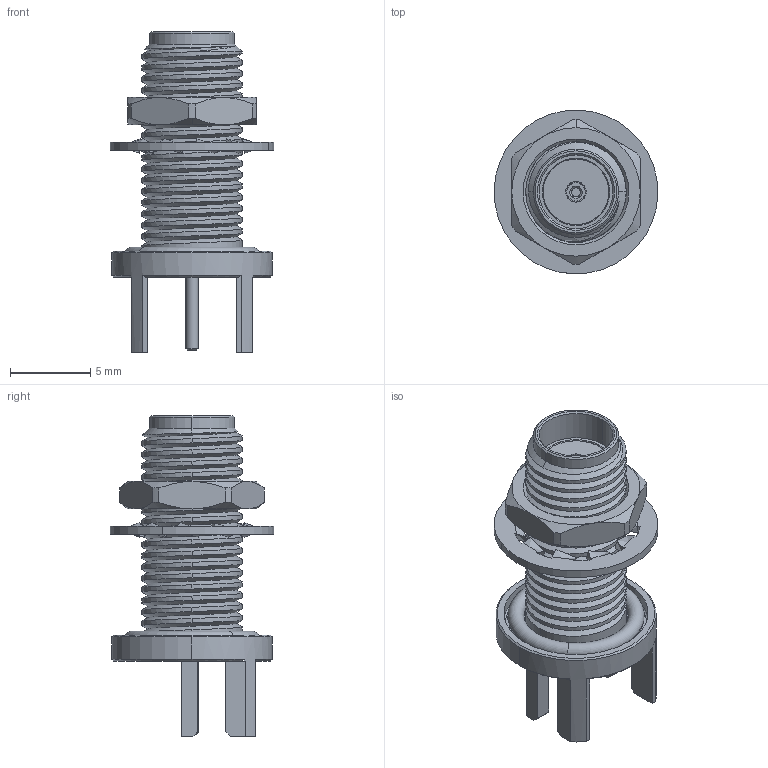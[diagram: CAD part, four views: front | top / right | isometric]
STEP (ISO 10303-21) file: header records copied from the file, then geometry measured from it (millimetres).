
FILE_DESCRIPTION (( 'STEP AP214' ), '1' );
FILE_NAME ('30-462-4-D3-1.6.STEP', '2024-08-12T08:44:44', ( '' ), ( '' ), 'SwSTEP 2.0', 'SolidWorks 2024', '' );
FILE_SCHEMA (( 'AUTOMOTIVE_DESIGN' ));
Length unit declared in the file: millimetre
Products named in the file (1): 30-462-4-D3-1.6
Bounding box: 10.2 x 10.2 x 19.99 mm (x, y, z)
Surface area: 1135.7 mm2 (no closed solid volume)
Topology: 0 solids, 9 shells, 237 faces, 634 edges, 409 vertices
Faces by surface type: cylinder 74, plane 74, bspline 42, cone 39, torus 8
Entity records: 9576 total; most frequent: CARTESIAN_POINT 4106, ORIENTED_EDGE 1217, DIRECTION 1000, EDGE_CURVE 634, VERTEX_POINT 409, AXIS2_PLACEMENT_3D 347, VECTOR 306, LINE 306
